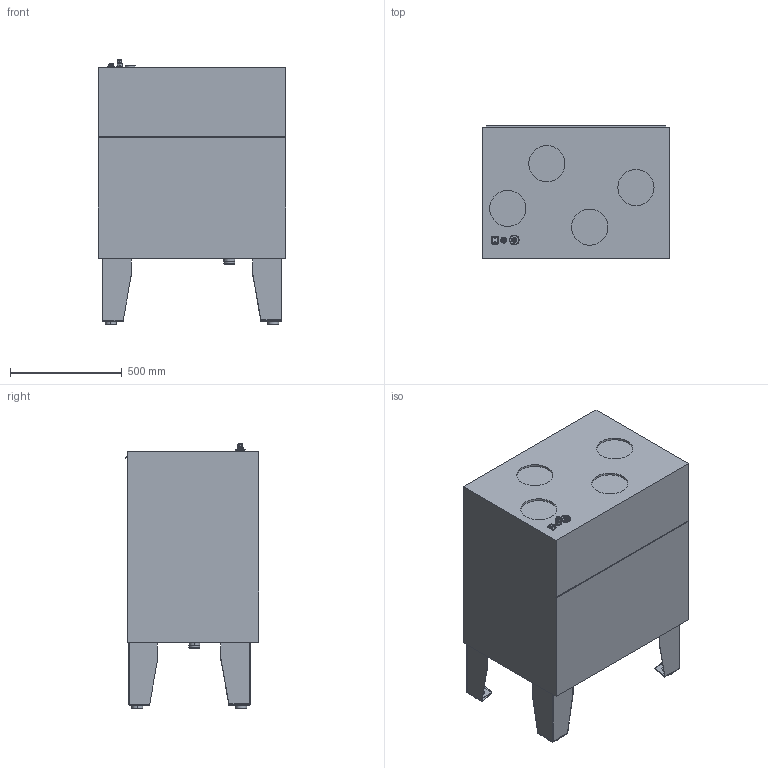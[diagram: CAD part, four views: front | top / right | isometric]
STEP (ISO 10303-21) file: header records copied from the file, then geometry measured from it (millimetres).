
FILE_DESCRIPTION(('Creo Elements/Direct Modeling STEP Export'),'2;1');
FILE_NAME('SK_5658_WS320-470.stp','2016-02-16T14:53:05',(''),(''),'PTC Creo Elements/Direct Modeling STEP processor for AP214 (Solid Model)','PTC Creo Elements/Direct Modeling 19.0C 15-Aug-2015 (C) Parametric Technology GmbH','');
FILE_SCHEMA(('AUTOMOTIVE_DESIGN { 1 0 10303 214 1 1 1 1 }'));
Length unit declared in the file: millimetre
Products named in the file (3): WS320_470; Montagefuss; SK_5658_WS320_470
Assembly tree (2 placements, depth 2):
  SK_5658_WS320_470
    Montagefuss
    WS320_470
Bounding box: 841 x 597.62 x 1189.5 mm (x, y, z)
Volume: 422360812.2 mm3; surface area: 5029940.5 mm2
Topology: 1 solids, 2 shells, 630 faces, 1579 edges, 1009 vertices
Faces by surface type: plane 292, cylinder 196, cone 78, bspline 32, torus 24, extrusion 8
Entity records: 40620 total; most frequent: CARTESIAN_POINT 25697, ORIENTED_EDGE 3160, DIRECTION 2651, EDGE_CURVE 1577, VERTEX_POINT 1009, AXIS2_PLACEMENT_3D 931, VECTOR 789, LINE 781
